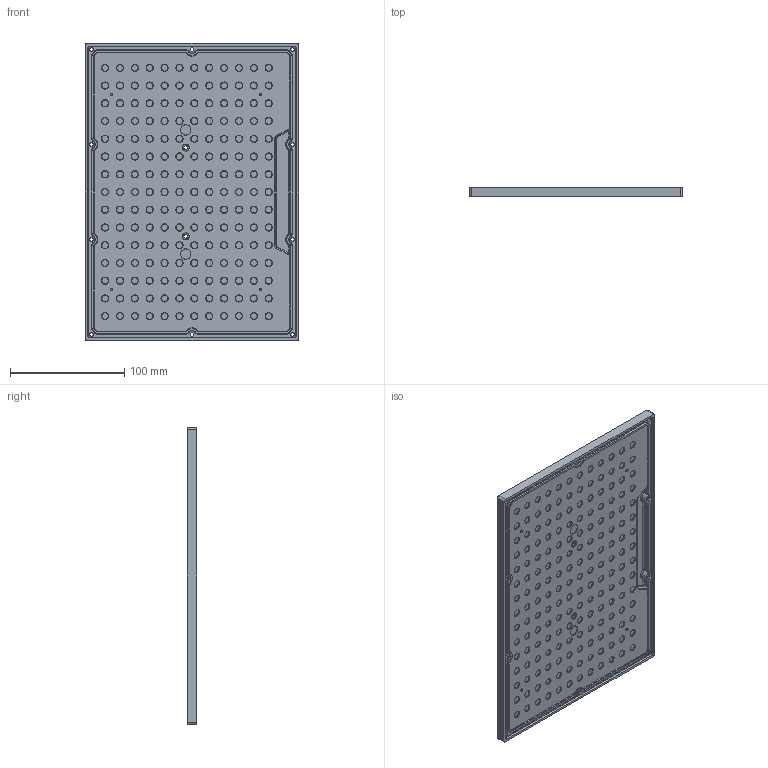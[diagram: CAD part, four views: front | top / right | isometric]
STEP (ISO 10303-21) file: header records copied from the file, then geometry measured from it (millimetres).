
FILE_DESCRIPTION(/* description */ (''),/* implementation_level */ '2;1');
FILE_NAME(/* name */ 'JY-L180P-L130TPV-T.stp',/* time_stamp */ '2024-05-04T17:24:01+08:00',/* author */ (''),/* organization */ (''),/* preprocessor_version */ 'ST-DEVELOPER v16',/* originating_system */ 'SIEMENS PLM Software NX 10.0',/* authorisation */ '');
FILE_SCHEMA (('AUTOMOTIVE_DESIGN { 1 0 10303 214 3 1 1 1 }'));
Products named in the file (1): Admi24C87095xrvw
Bounding box: 186.8 x 8 x 259.8 mm (x, y, z)
Volume: 138617.9 mm3; surface area: 126544.1 mm2
Topology: 1 solids, 1 shells, 2360 faces, 5748 edges, 3384 vertices
Faces by surface type: bspline 660, cone 516, plane 378, revolution 360, cylinder 228, torus 195, sphere 17, extrusion 6
Entity records: 134829 total; most frequent: CARTESIAN_POINT 85914, ORIENTED_EDGE 10774, DIRECTION 8637, EDGE_CURVE 5387, AXIS2_PLACEMENT_3D 3572, VERTEX_POINT 3383, EDGE_LOOP 2738, ADVANCED_FACE 2360
